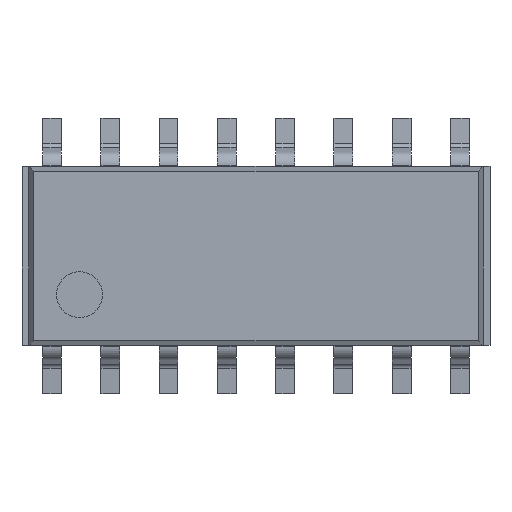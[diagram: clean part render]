
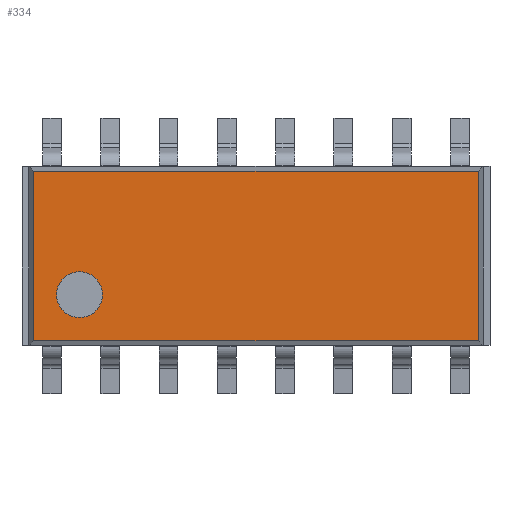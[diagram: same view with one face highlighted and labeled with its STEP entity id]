
A CAD part, top view. The second image highlights one B-rep face of the part: STEP entity #334.
In plain terms, the highlighted planar face has unit normal (0, 0, 1).
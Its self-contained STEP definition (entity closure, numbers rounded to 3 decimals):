
#25 = LINE ( 'NONE', #5025, #4411 ) ;
#79 = DIRECTION ( 'NONE',  ( -1., 0., 0. ) ) ;
#247 = DIRECTION ( 'NONE',  ( 1., 0., 0. ) ) ;
#334 = ADVANCED_FACE ( 'NONE', ( #5618, #1498 ), #9355, .T. ) ;
#413 = CARTESIAN_POINT ( 'NONE',  ( -3.846, -0.846, 1.56 ) ) ;
#474 = LINE ( 'NONE', #6025, #2690 ) ;
#978 = CARTESIAN_POINT ( 'NONE',  ( -4.346, -0.846, 1.56 ) ) ;
#1067 = EDGE_CURVE ( 'NONE', #9183, #7479, #1572, .T. ) ;
#1246 = DIRECTION ( 'NONE',  ( 1., 0., 0. ) ) ;
#1498 = FACE_OUTER_BOUND ( 'NONE', #10689, .T. ) ;
#1572 = LINE ( 'NONE', #3314, #5958 ) ;
#1634 = DIRECTION ( 'NONE',  ( 0., 0., 1. ) ) ;
#1672 = LINE ( 'NONE', #6231, #5810 ) ;
#1880 = EDGE_CURVE ( 'NONE', #9223, #9183, #474, .T. ) ;
#1914 = DIRECTION ( 'NONE',  ( 0., 0., 1. ) ) ;
#2297 = ORIENTED_EDGE ( 'NONE', *, *, #1067, .T. ) ;
#2485 = CARTESIAN_POINT ( 'NONE',  ( 4.846, 1.846, 1.56 ) ) ;
#2640 = DIRECTION ( 'NONE',  ( 0., 1., 0. ) ) ;
#2690 = VECTOR ( 'NONE', #247, 1000. ) ;
#2700 = CARTESIAN_POINT ( 'NONE',  ( 4.846, -1.846, 1.56 ) ) ;
#3045 = CARTESIAN_POINT ( 'NONE',  ( -3.346, -0.846, 1.56 ) ) ;
#3314 = CARTESIAN_POINT ( 'NONE',  ( 4.846, 1.95, 1.56 ) ) ;
#3443 = ORIENTED_EDGE ( 'NONE', *, *, #4653, .F. ) ;
#3763 = ORIENTED_EDGE ( 'NONE', *, *, #1880, .T. ) ;
#4070 = EDGE_CURVE ( 'NONE', #9118, #9223, #1672, .T. ) ;
#4344 = ORIENTED_EDGE ( 'NONE', *, *, #4070, .T. ) ;
#4411 = VECTOR ( 'NONE', #79, 1000. ) ;
#4537 = EDGE_LOOP ( 'NONE', ( #8580, #3443 ) ) ;
#4653 = EDGE_CURVE ( 'NONE', #7251, #9902, #6030, .T. ) ;
#4906 = ORIENTED_EDGE ( 'NONE', *, *, #9091, .T. ) ;
#5025 = CARTESIAN_POINT ( 'NONE',  ( -4.95, 1.846, 1.56 ) ) ;
#5192 = CARTESIAN_POINT ( 'NONE',  ( -4.846, -1.846, 1.56 ) ) ;
#5618 = FACE_BOUND ( 'NONE', #4537, .T. ) ;
#5810 = VECTOR ( 'NONE', #7078, 1000. ) ;
#5958 = VECTOR ( 'NONE', #2640, 1000. ) ;
#6025 = CARTESIAN_POINT ( 'NONE',  ( 4.95, -1.846, 1.56 ) ) ;
#6030 = CIRCLE ( 'NONE', #6780, 0.5 ) ;
#6199 = DIRECTION ( 'NONE',  ( 0., 0., 1. ) ) ;
#6231 = CARTESIAN_POINT ( 'NONE',  ( -4.846, -1.95, 1.56 ) ) ;
#6592 = CARTESIAN_POINT ( 'NONE',  ( -3.846, -0.846, 1.56 ) ) ;
#6780 = AXIS2_PLACEMENT_3D ( 'NONE', #413, #6199, #1246 ) ;
#6879 = DIRECTION ( 'NONE',  ( 1., 0., 0. ) ) ;
#6924 = AXIS2_PLACEMENT_3D ( 'NONE', #6592, #1634, #7417 ) ;
#7078 = DIRECTION ( 'NONE',  ( 0., -1., 0. ) ) ;
#7251 = VERTEX_POINT ( 'NONE', #978 ) ;
#7417 = DIRECTION ( 'NONE',  ( 1., 0., 0. ) ) ;
#7479 = VERTEX_POINT ( 'NONE', #2485 ) ;
#7540 = CARTESIAN_POINT ( 'NONE',  ( -4.846, 1.846, 1.56 ) ) ;
#7695 = CARTESIAN_POINT ( 'NONE',  ( 0., 0., 1.56 ) ) ;
#8069 = EDGE_CURVE ( 'NONE', #9902, #7251, #8136, .T. ) ;
#8136 = CIRCLE ( 'NONE', #6924, 0.5 ) ;
#8580 = ORIENTED_EDGE ( 'NONE', *, *, #8069, .F. ) ;
#9091 = EDGE_CURVE ( 'NONE', #7479, #9118, #25, .T. ) ;
#9118 = VERTEX_POINT ( 'NONE', #7540 ) ;
#9183 = VERTEX_POINT ( 'NONE', #2700 ) ;
#9223 = VERTEX_POINT ( 'NONE', #5192 ) ;
#9355 = PLANE ( 'NONE',  #9362 ) ;
#9362 = AXIS2_PLACEMENT_3D ( 'NONE', #7695, #1914, #6879 ) ;
#9902 = VERTEX_POINT ( 'NONE', #3045 ) ;
#10689 = EDGE_LOOP ( 'NONE', ( #4906, #4344, #3763, #2297 ) ) ;
